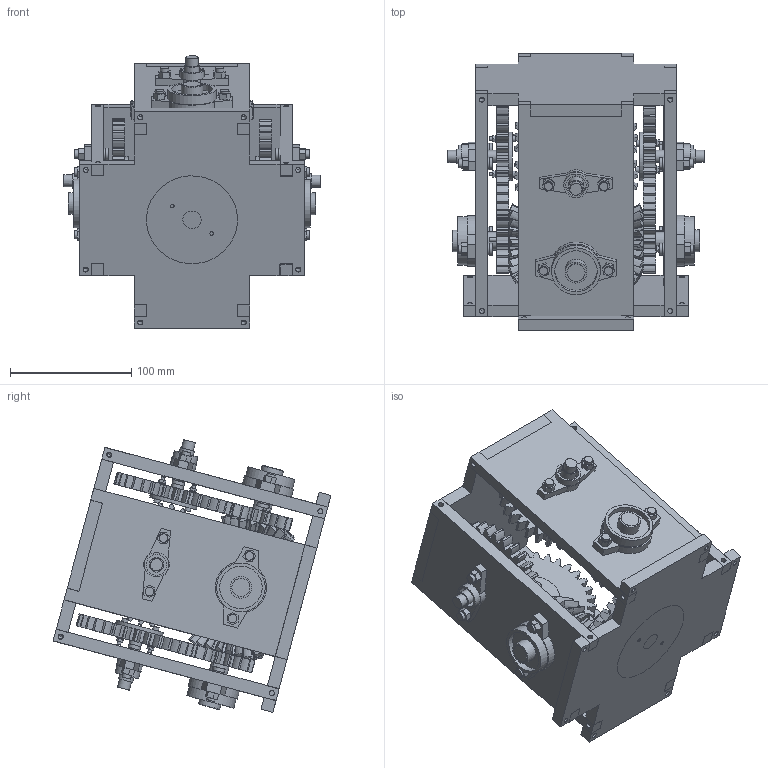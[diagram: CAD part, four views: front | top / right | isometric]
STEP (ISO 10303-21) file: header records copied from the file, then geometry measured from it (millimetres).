
FILE_DESCRIPTION(/* description */ ('STEP AP203'),/* implementation_level */ '2;1');
FILE_NAME(/* name */ 'gearbox_version2.stp',/* time_stamp */ '2023-07-17T00:16:49+08:00',/* author */ ('310611102'),/* organization */ (''),/* preprocessor_version */ 'ST-DEVELOPER v19',/* originating_system */ 'Autodesk Inventor 2023',/* authorisation */ '');
FILE_SCHEMA (('AUTOMOTIVE_DESIGN { 1 0 10303 214 3 1 1 }'));
Length unit declared in the file: millimetre
Products named in the file (24): gearbox_version1; main_bevel_gear; main_bearing; gearbox_base; gearbox_cap; lower_side_gear; side_bevel_gear; m3screw; 3mm_gasket; m3nut_2.4; 7mm_gasket; gearbox_side; upper_3mm_screw; upper_side_gear; lower_bearing; lower_screw; upper_bearing; upper_screw; 7mm_nut_MIR2; m7lower_screw_MIR2; 7mm_nut_MIR1; m7lower_screw_MIR1; m7lower_screw; 7mm_nut
Assembly tree (124 placements, depth 2):
  gearbox_version1
    main_bevel_gear
    main_bearing
    gearbox_base
    gearbox_cap
    7mm_gasket  x16
    lower_side_gear  x4
    side_bevel_gear  x4
    m3screw  x8
    3mm_gasket  x12
    m3nut_2.4  x12
    gearbox_side  x4
    upper_3mm_screw  x8
    upper_side_gear  x4
    lower_bearing  x4
    lower_screw  x4
    upper_bearing  x4
    upper_screw  x4
    7mm_nut_MIR2  x4
    m7lower_screw_MIR2  x4
    7mm_nut  x8
    m7lower_screw  x8
    7mm_nut_MIR1  x4
    m7lower_screw_MIR1  x4
Bounding box: 210.84 x 228.8 x 224.53 mm (x, y, z)
Volume: 1948166.7 mm3; surface area: 573896 mm2
Topology: 124 solids, 124 shells, 2385 faces, 6168 edges, 4108 vertices
Faces by surface type: cylinder 1118, plane 673, bspline 540, cone 54
Full cylindrical faces by diameter (mm): 3 x82, 3.242 x8, 4 x8, 4.2 x24, 5 x8, 6 x12, 7 x80, 10 x48, 12 x4, 12.5 x4, 15 x21, 17 x4, 18 x4, 20 x4, 28 x4, 35 x4, 40 x8, 75 x2, 95 x1
Entity records: 31180 total; most frequent: CARTESIAN_POINT 10815, ORIENTED_EDGE 4274, DIRECTION 3716, EDGE_CURVE 2137, VERTEX_POINT 1427, AXIS2_PLACEMENT_3D 1376, LINE 964, VECTOR 964
